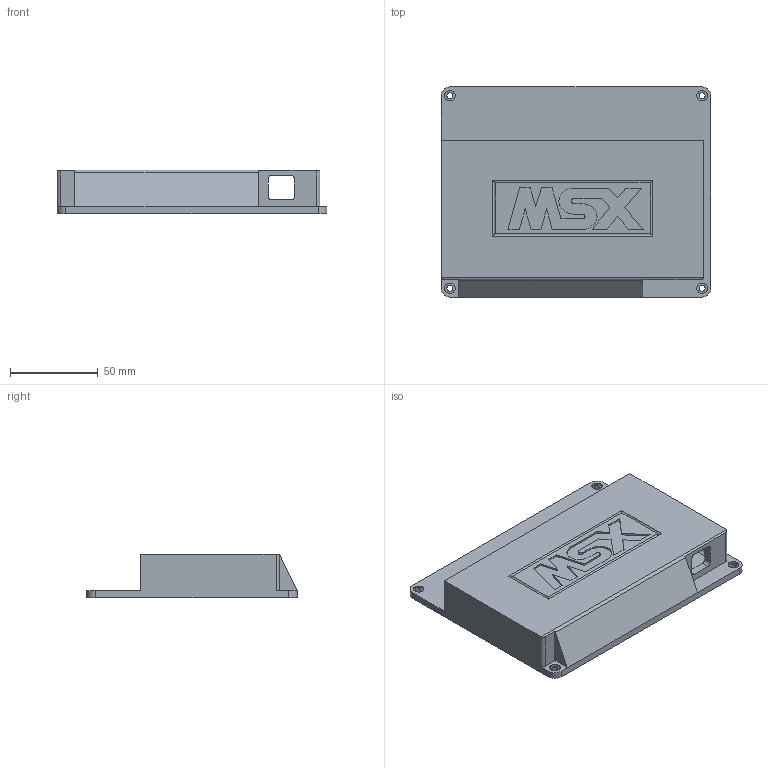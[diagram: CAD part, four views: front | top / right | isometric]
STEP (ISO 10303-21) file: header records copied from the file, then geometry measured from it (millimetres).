
FILE_DESCRIPTION(/* description */ (''),/* implementation_level */ '2;1');
FILE_NAME(/* name */ 'BackPanel.step',/* time_stamp */ '2024-07-26T20:53:25+09:00',/* author */ (''),/* organization */ (''),/* preprocessor_version */ 'ST-DEVELOPER v20',/* originating_system */ 'Autodesk Translation Framework v13.14.0.145',/* authorisation */ '');
FILE_SCHEMA (('AUTOMOTIVE_DESIGN { 1 0 10303 214 3 1 1 }'));
Length unit declared in the file: millimetre
Products named in the file (1): BackPanel
Bounding box: 154 x 120 x 25 mm (x, y, z)
Volume: 140889.7 mm3; surface area: 71654.2 mm2
Topology: 1 solids, 1 shells, 114 faces, 309 edges, 203 vertices
Faces by surface type: plane 65, cylinder 36, bspline 9, sphere 4
Full cylindrical faces by diameter (mm): 3.5 x4, 6 x4
Entity records: 3671 total; most frequent: CARTESIAN_POINT 762, ORIENTED_EDGE 618, DIRECTION 573, EDGE_CURVE 309, LINE 217, VECTOR 217, VERTEX_POINT 203, AXIS2_PLACEMENT_3D 178
